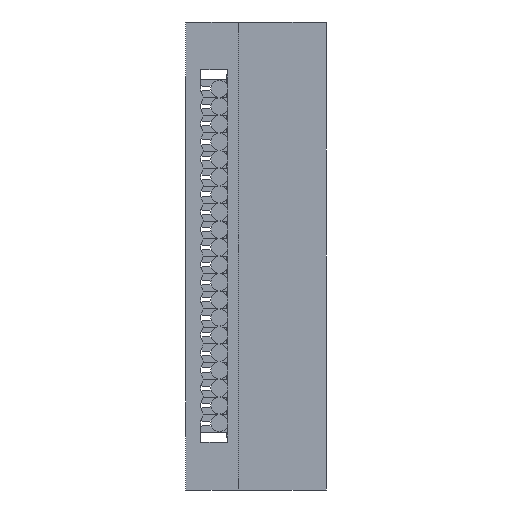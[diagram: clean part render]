
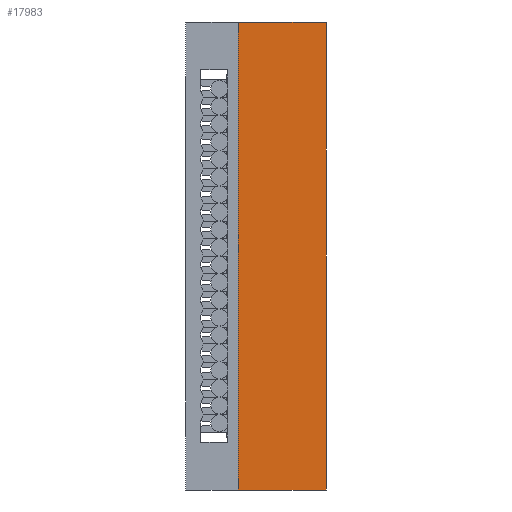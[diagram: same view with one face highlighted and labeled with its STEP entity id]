
A CAD part, left-side view. The second image highlights one B-rep face of the part: STEP entity #17983.
In plain terms, the highlighted face is planar.
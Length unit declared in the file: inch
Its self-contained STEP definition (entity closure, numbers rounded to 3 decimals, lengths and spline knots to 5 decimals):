
#1775=ORIENTED_EDGE('',*,*,#5577,.T.);
#1776=ORIENTED_EDGE('',*,*,#5924,.F.);
#1777=ORIENTED_EDGE('',*,*,#5675,.F.);
#1778=ORIENTED_EDGE('',*,*,#5925,.T.);
#5577=EDGE_CURVE('',#7840,#7839,#9462,.T.);
#5675=EDGE_CURVE('',#7931,#7930,#9560,.T.);
#5924=EDGE_CURVE('',#7930,#7839,#9809,.T.);
#5925=EDGE_CURVE('',#7931,#7840,#9810,.T.);
#7839=VERTEX_POINT('',#24690);
#7840=VERTEX_POINT('',#24692);
#7930=VERTEX_POINT('',#24877);
#7931=VERTEX_POINT('',#24881);
#9462=LINE('',#24691,#11477);
#9560=LINE('',#24882,#11575);
#9809=LINE('',#25350,#11824);
#9810=LINE('',#25352,#11825);
#11477=VECTOR('',#20228,39.37008);
#11575=VECTOR('',#20328,39.37008);
#11824=VECTOR('',#20863,39.37008);
#11825=VECTOR('',#20866,39.37008);
#13358=EDGE_LOOP('',(#1775,#1776,#1777,#1778));
#14237=FACE_BOUND('',#13358,.T.);
#15066=PLANE('',#18762);
#17983=ADVANCED_FACE('',(#14237),#15066,.F.);
#18762=AXIS2_PLACEMENT_3D('',#25355,#20871,#20872);
#20228=DIRECTION('',(-1.,0.,0.));
#20328=DIRECTION('',(-1.,0.,0.));
#20863=DIRECTION('',(0.,-1.,0.));
#20866=DIRECTION('',(0.,-1.,0.));
#20871=DIRECTION('',(0.,0.,1.));
#20872=DIRECTION('',(1.,0.,0.));
#24690=CARTESIAN_POINT('',(-0.3325,0.,-0.06));
#24691=CARTESIAN_POINT('',(0.3325,0.,-0.06));
#24692=CARTESIAN_POINT('',(0.3325,0.,-0.06));
#24877=CARTESIAN_POINT('',(-0.3325,0.125,-0.06));
#24881=CARTESIAN_POINT('',(0.3325,0.125,-0.06));
#24882=CARTESIAN_POINT('',(0.3325,0.125,-0.06));
#25350=CARTESIAN_POINT('',(-0.3325,0.125,-0.06));
#25352=CARTESIAN_POINT('',(0.3325,0.125,-0.06));
#25355=CARTESIAN_POINT('',(0.3325,0.125,-0.06));
